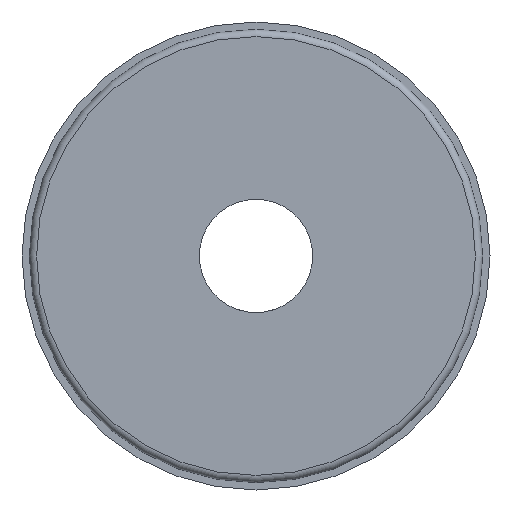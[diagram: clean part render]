
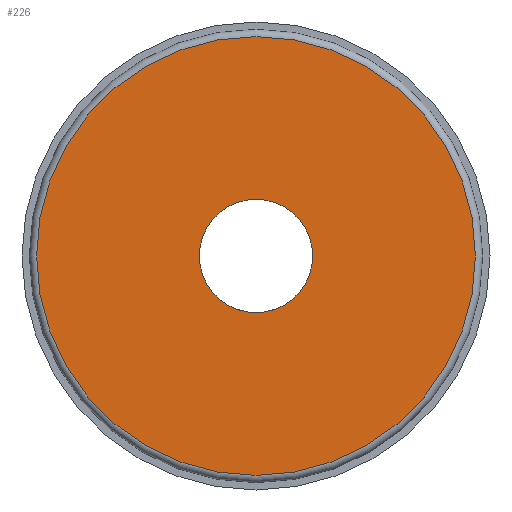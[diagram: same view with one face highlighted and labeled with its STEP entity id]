
A CAD part, front view. The second image highlights one B-rep face of the part: STEP entity #226.
In plain terms, the highlighted planar face has unit normal (0, -1, 0).
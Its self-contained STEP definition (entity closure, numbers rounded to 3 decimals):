
#24=FACE_BOUND('',#57,.T.);
#29=PLANE('',#263);
#42=FACE_OUTER_BOUND('',#56,.T.);
#56=EDGE_LOOP('',(#177,#178));
#57=EDGE_LOOP('',(#179));
#86=CIRCLE('',#256,30.);
#90=CIRCLE('',#260,30.);
#92=CIRCLE('',#264,7.75);
#106=VERTEX_POINT('',#371);
#107=VERTEX_POINT('',#372);
#111=VERTEX_POINT('',#385);
#130=EDGE_CURVE('',#106,#107,#86,.T.);
#134=EDGE_CURVE('',#107,#106,#90,.T.);
#137=EDGE_CURVE('',#111,#111,#92,.T.);
#177=ORIENTED_EDGE('',*,*,#130,.F.);
#178=ORIENTED_EDGE('',*,*,#134,.F.);
#179=ORIENTED_EDGE('',*,*,#137,.T.);
#226=ADVANCED_FACE('',(#42,#24),#29,.F.);
#256=AXIS2_PLACEMENT_3D('',#373,#301,#302);
#260=AXIS2_PLACEMENT_3D('',#379,#309,#310);
#263=AXIS2_PLACEMENT_3D('',#384,#316,#317);
#264=AXIS2_PLACEMENT_3D('',#386,#318,#319);
#301=DIRECTION('center_axis',(0.,1.,0.));
#302=DIRECTION('ref_axis',(1.,0.,0.));
#309=DIRECTION('center_axis',(0.,1.,0.));
#310=DIRECTION('ref_axis',(1.,0.,0.));
#316=DIRECTION('center_axis',(0.,1.,0.));
#317=DIRECTION('ref_axis',(1.,0.,0.));
#318=DIRECTION('center_axis',(0.,1.,0.));
#319=DIRECTION('ref_axis',(0.,0.,1.));
#371=CARTESIAN_POINT('',(-30.,0.,0.));
#372=CARTESIAN_POINT('',(0.,0.,30.));
#373=CARTESIAN_POINT('Origin',(0.,0.,0.));
#379=CARTESIAN_POINT('Origin',(0.,0.,0.));
#384=CARTESIAN_POINT('Origin',(0.,0.,0.));
#385=CARTESIAN_POINT('',(0.,0.,-7.75));
#386=CARTESIAN_POINT('Origin',(0.,0.,0.));
